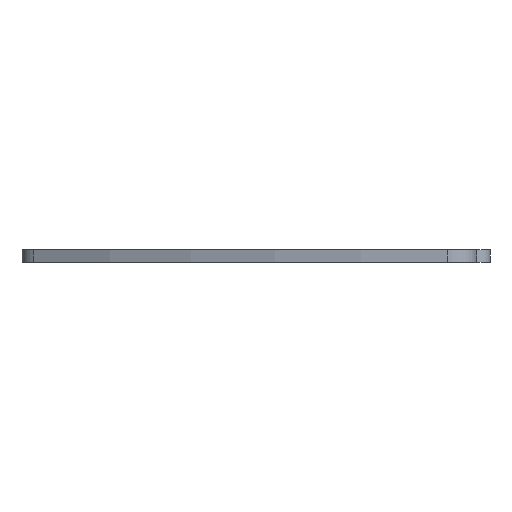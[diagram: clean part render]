
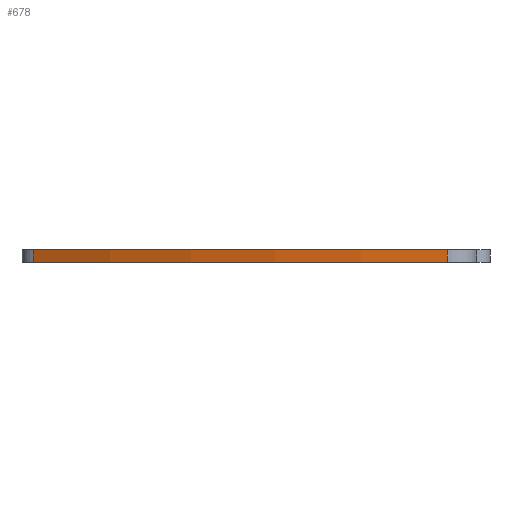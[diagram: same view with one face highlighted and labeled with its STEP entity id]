
A CAD part, front view. The second image highlights one B-rep face of the part: STEP entity #678.
In plain terms, the highlighted cylindrical face has radius 143.386 mm (diameter 286.773 mm), a partial arc.
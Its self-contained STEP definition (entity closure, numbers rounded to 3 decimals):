
#40=FACE_OUTER_BOUND('',#85,.T.);
#85=EDGE_LOOP('',(#521,#522,#523,#524));
#123=LINE('',#1050,#171);
#140=LINE('',#1185,#188);
#171=VECTOR('',#818,2.);
#188=VECTOR('',#943,2.);
#221=CIRCLE('',#720,143.386);
#261=CIRCLE('',#761,143.386);
#275=VERTEX_POINT('',#1047);
#276=VERTEX_POINT('',#1049);
#277=VERTEX_POINT('',#1053);
#329=VERTEX_POINT('',#1159);
#346=EDGE_CURVE('',#275,#276,#123,.T.);
#348=EDGE_CURVE('',#276,#277,#221,.T.);
#402=EDGE_CURVE('',#329,#275,#261,.T.);
#414=EDGE_CURVE('',#329,#277,#140,.T.);
#521=ORIENTED_EDGE('',*,*,#346,.F.);
#522=ORIENTED_EDGE('',*,*,#402,.F.);
#523=ORIENTED_EDGE('',*,*,#414,.T.);
#524=ORIENTED_EDGE('',*,*,#348,.F.);
#649=CYLINDRICAL_SURFACE('',#771,143.386);
#678=ADVANCED_FACE('',(#40),#649,.T.);
#720=AXIS2_PLACEMENT_3D('',#1054,#823,#824);
#761=AXIS2_PLACEMENT_3D('',#1161,#919,#920);
#771=AXIS2_PLACEMENT_3D('',#1184,#941,#942);
#818=DIRECTION('',(0.,0.,-1.));
#823=DIRECTION('center_axis',(0.,0.,-1.));
#824=DIRECTION('ref_axis',(-0.506,-0.862,0.));
#919=DIRECTION('center_axis',(0.,0.,1.));
#920=DIRECTION('ref_axis',(-0.506,-0.862,0.));
#941=DIRECTION('center_axis',(0.,0.,-1.));
#942=DIRECTION('ref_axis',(-0.506,-0.862,0.));
#943=DIRECTION('',(0.,0.,-1.));
#1047=CARTESIAN_POINT('',(6.332,-42.61,0.));
#1049=CARTESIAN_POINT('',(6.332,-42.61,-2.));
#1050=CARTESIAN_POINT('',(6.332,-42.61,0.));
#1053=CARTESIAN_POINT('',(-61.642,-22.946,-2.));
#1054=CARTESIAN_POINT('Origin',(10.959,100.702,-2.));
#1159=CARTESIAN_POINT('',(-61.642,-22.946,0.));
#1161=CARTESIAN_POINT('Origin',(10.959,100.702,0.));
#1184=CARTESIAN_POINT('Origin',(10.959,100.702,0.));
#1185=CARTESIAN_POINT('',(-61.642,-22.946,0.));
